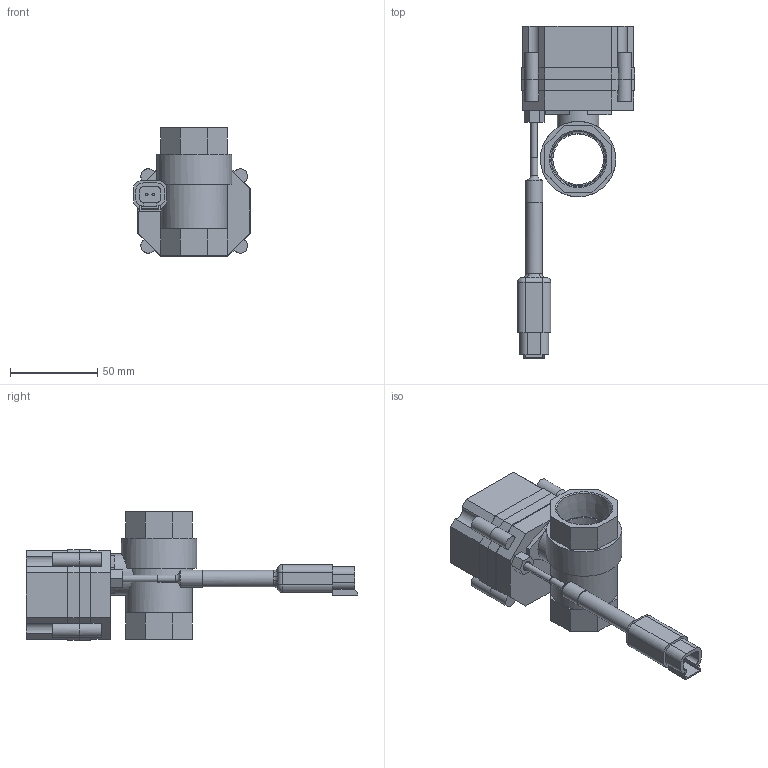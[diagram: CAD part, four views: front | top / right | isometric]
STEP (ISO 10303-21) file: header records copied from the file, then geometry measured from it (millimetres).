
FILE_DESCRIPTION (( 'STEP AP214' ), '1' );
FILE_NAME ('20762, SEAKEEPER ELECTRIC BALL VALVE.STEP', '2026-01-07T14:21:47', ( '' ), ( '' ), 'SwSTEP 2.0', 'SolidWorks 2025', '' );
FILE_SCHEMA (( 'AUTOMOTIVE_DESIGN' ));
Length unit declared in the file: inch
Products named in the file (7): 30635; 20762, SEAKEEPER ELECTRIC BALL VALVE; 30741; 30664_DEFAULT; 30634; HEAT SHRINK FOR 20620; 30633
Assembly tree (4 placements, depth 2):
  30635
  20762, SEAKEEPER ELECTRIC BALL VALVE
    30741
    30633
    30634
    HEAT SHRINK FOR 20620
  30664_DEFAULT
Bounding box: 67 x 190 x 73.57 mm (x, y, z)
Volume: 199029.3 mm3; surface area: 46164 mm2
Topology: 5 solids, 5 shells, 241 faces, 582 edges, 368 vertices
Faces by surface type: plane 165, cylinder 58, torus 10, cone 4, bspline 4
Full cylindrical faces by diameter (mm): 0.417 x2, 0.643 x2, 1.5 x2, 3.556 x2, 3.81 x1, 4.064 x1, 5.647 x1, 9.144 x1, 9.398 x1, 9.652 x1, 23.809 x1, 28.981 x1, 38.1 x1, 43.18 x1
Entity records: 7313 total; most frequent: CARTESIAN_POINT 1512, DIRECTION 1200, ORIENTED_EDGE 1102, EDGE_CURVE 551, AXIS2_PLACEMENT_3D 415, VECTOR 370, LINE 370, VERTEX_POINT 361
